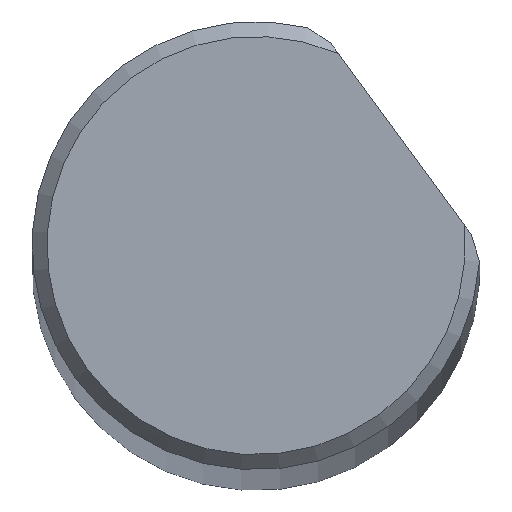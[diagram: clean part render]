
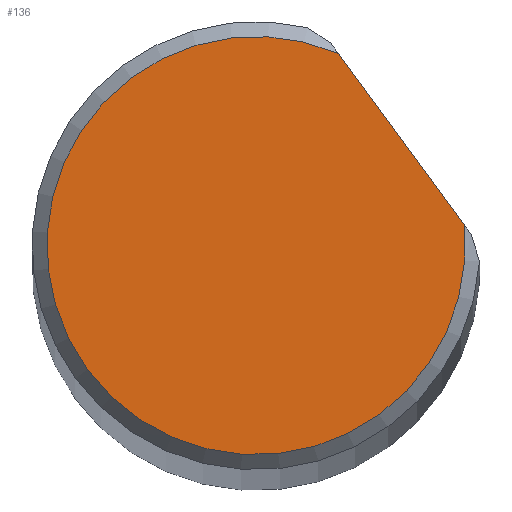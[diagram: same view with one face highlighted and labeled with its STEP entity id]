
A CAD part, top view. The second image highlights one B-rep face of the part: STEP entity #136.
In plain terms, the highlighted planar face has unit normal (0, 0, 1).
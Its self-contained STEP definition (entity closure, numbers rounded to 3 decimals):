
#21=LINE('',#251,#27);
#27=VECTOR('',#190,10.);
#32=PLANE('',#162);
#40=FACE_OUTER_BOUND('',#48,.T.);
#48=EDGE_LOOP('',(#125,#126));
#59=CIRCLE('',#157,7.);
#71=VERTEX_POINT('',#238);
#72=VERTEX_POINT('',#239);
#85=EDGE_CURVE('',#71,#72,#59,.T.);
#90=EDGE_CURVE('',#71,#72,#21,.T.);
#125=ORIENTED_EDGE('',*,*,#85,.F.);
#126=ORIENTED_EDGE('',*,*,#90,.T.);
#136=ADVANCED_FACE('',(#40),#32,.T.);
#157=AXIS2_PLACEMENT_3D('',#240,#181,#182);
#162=AXIS2_PLACEMENT_3D('',#253,#193,#194);
#181=DIRECTION('center_axis',(0.,0.,-1.));
#182=DIRECTION('ref_axis',(-1.,0.,0.));
#190=DIRECTION('',(-0.592,0.806,0.));
#193=DIRECTION('center_axis',(0.,0.,1.));
#194=DIRECTION('ref_axis',(1.,0.,0.));
#238=CARTESIAN_POINT('',(6.965,0.7,400.));
#239=CARTESIAN_POINT('',(2.752,6.436,400.));
#240=CARTESIAN_POINT('Origin',(0.,0.,400.));
#251=CARTESIAN_POINT('',(2.217,7.165,400.));
#253=CARTESIAN_POINT('Origin',(0.,0.,400.));
